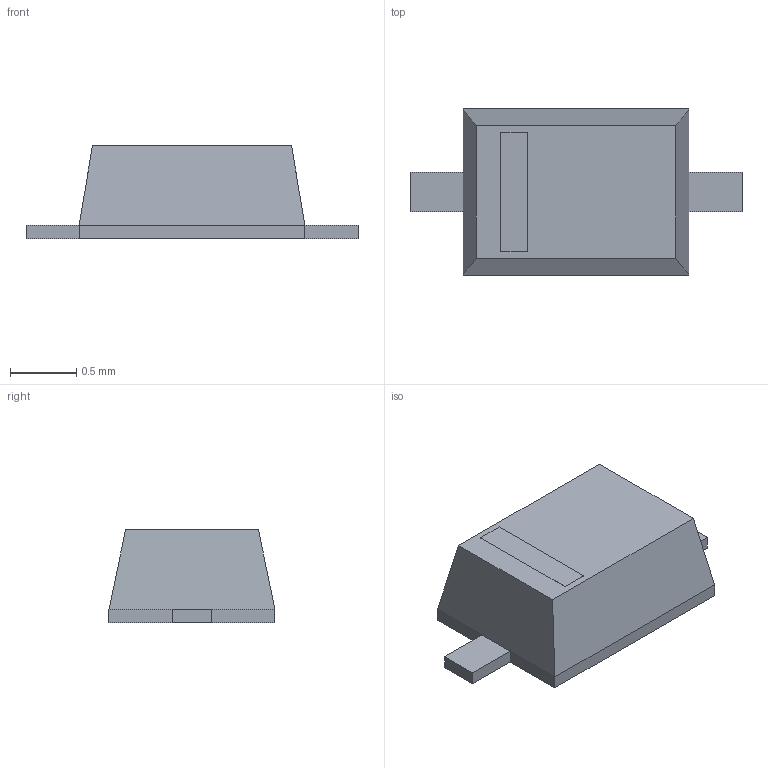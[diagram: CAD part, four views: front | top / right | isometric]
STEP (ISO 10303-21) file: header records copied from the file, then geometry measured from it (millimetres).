
FILE_DESCRIPTION(('FreeCAD Model'),'2;1');
FILE_NAME('sod-323_stripe.step' ,'2018-04-25T23:03:56',('Author'),(''), 'Open CASCADE STEP processor 6.8','FreeCAD','Unknown');
FILE_SCHEMA(('AUTOMOTIVE_DESIGN_CC2 { 1 2 10303 214 -1 1 5 4 }'));
Length unit declared in the file: millimetre
Products named in the file (4): ASSEMBLY; SOD_323_(Solid); SOD_323001_(Solid); SOD_323002_(Solid)
Assembly tree (3 placements, depth 2):
  ASSEMBLY
    SOD_323_(Solid)
    SOD_323001_(Solid)
    SOD_323002_(Solid)
Bounding box: 2.5 x 1.25 x 0.7 mm (x, y, z)
Volume: 1.4 mm3; surface area: 10.1 mm2
Topology: 3 solids, 3 shells, 22 faces, 44 edges, 28 vertices
Faces by surface type: bspline 22
Entity records: 1597 total; most frequent: CARTESIAN_POINT 892, B_SPLINE_CURVE_WITH_KNOTS 132, ORIENTED_EDGE 88, PCURVE 88, DEFINITIONAL_REPRESENTATION 88, EDGE_CURVE 44, SURFACE_CURVE 44, VERTEX_POINT 28
